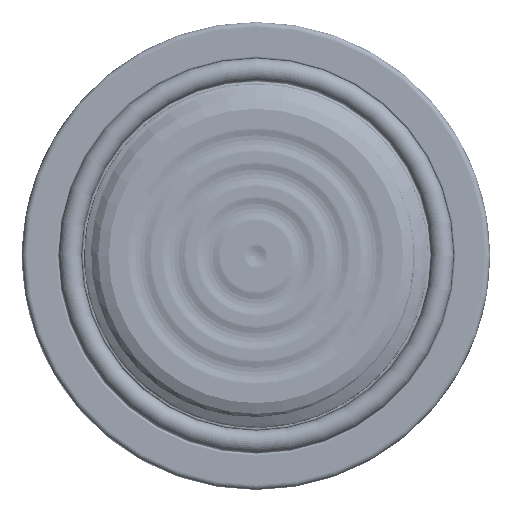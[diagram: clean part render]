
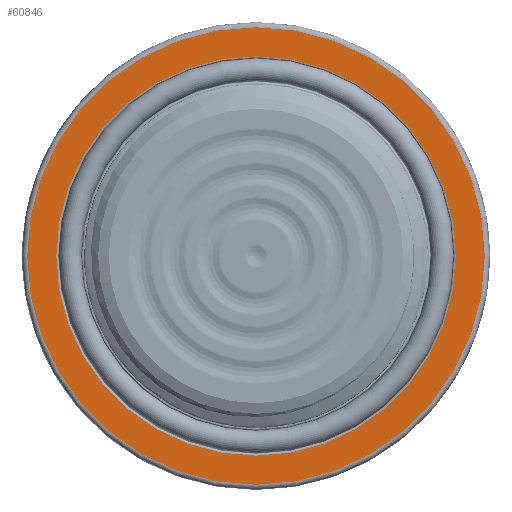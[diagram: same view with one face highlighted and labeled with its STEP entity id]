
A CAD part, left-side view. The second image highlights one B-rep face of the part: STEP entity #60846.
In plain terms, the highlighted planar face has unit normal (-1, 0, 0).
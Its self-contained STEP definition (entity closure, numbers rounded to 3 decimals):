
#7299=PLANE('',#68768);
#7746=FACE_BOUND('',#15757,.T.);
#11681=FACE_OUTER_BOUND('',#15756,.T.);
#15756=EDGE_LOOP('',(#56547));
#15757=EDGE_LOOP('',(#56548));
#16579=CIRCLE('',#68766,19.2);
#16581=CIRCLE('',#68769,22.);
#28988=VERTEX_POINT('',#145364);
#28989=VERTEX_POINT('',#145368);
#38177=EDGE_CURVE('',#28988,#28988,#16579,.T.);
#38179=EDGE_CURVE('',#28989,#28989,#16581,.T.);
#56547=ORIENTED_EDGE('',*,*,#38179,.F.);
#56548=ORIENTED_EDGE('',*,*,#38177,.T.);
#60846=ADVANCED_FACE('',(#11681,#7746),#7299,.T.);
#68766=AXIS2_PLACEMENT_3D('',#145365,#86979,#86980);
#68768=AXIS2_PLACEMENT_3D('',#145367,#86983,#86984);
#68769=AXIS2_PLACEMENT_3D('',#145369,#86985,#86986);
#86979=DIRECTION('center_axis',(1.,0.,0.));
#86980=DIRECTION('ref_axis',(0.,-1.,0.));
#86983=DIRECTION('center_axis',(-1.,0.,0.));
#86984=DIRECTION('ref_axis',(0.,1.,0.));
#86985=DIRECTION('center_axis',(1.,0.,0.));
#86986=DIRECTION('ref_axis',(0.,-1.,0.));
#145364=CARTESIAN_POINT('',(19.,19.2,0.));
#145365=CARTESIAN_POINT('Origin',(19.,0.,0.));
#145367=CARTESIAN_POINT('Origin',(19.,0.,-22.));
#145368=CARTESIAN_POINT('',(19.,0.,22.));
#145369=CARTESIAN_POINT('Origin',(19.,0.,0.));
